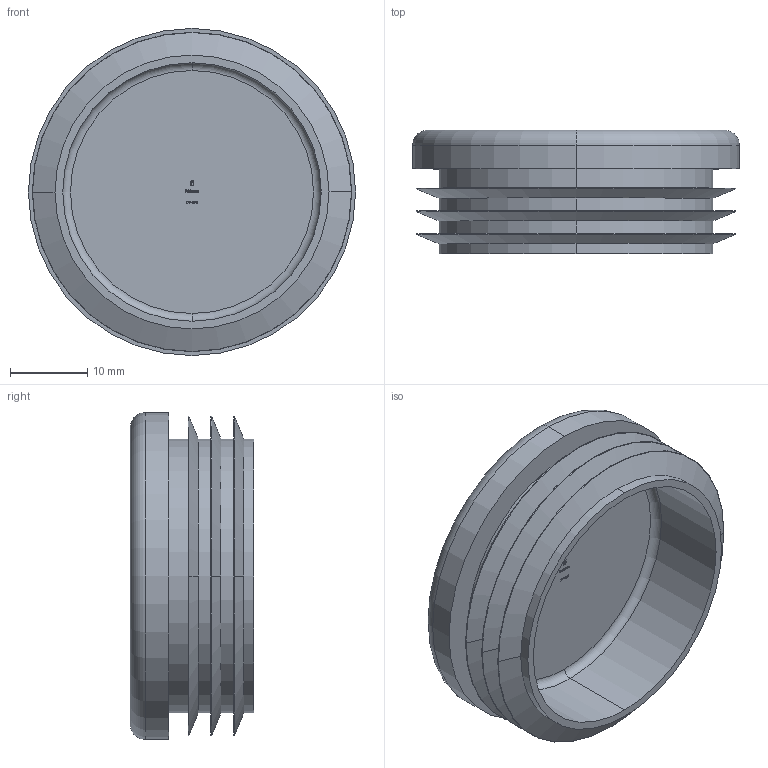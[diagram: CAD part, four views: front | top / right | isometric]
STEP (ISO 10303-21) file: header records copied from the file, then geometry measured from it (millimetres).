
FILE_DESCRIPTION (( 'STEP AP203' ), '1' );
FILE_NAME ('177-43-G.step', '2021-01-22T12:24:23', ( '' ), ( '' ), 'SwSTEP 2.0', 'SolidWorks 2018', '' );
FILE_SCHEMA (( 'CONFIG_CONTROL_DESIGN' ));
Length unit declared in the file: millimetre
Products named in the file (2): 177-43-G
Bounding box: 42.4 x 16 x 42.4 mm (x, y, z)
Volume: 8884.9 mm3; surface area: 7526.4 mm2
Topology: 1 solids, 1 shells, 267 faces, 707 edges, 468 vertices
Faces by surface type: plane 148, bspline 91, cylinder 12, torus 10, cone 6
Entity records: 12378 total; most frequent: CARTESIAN_POINT 6167, ORIENTED_EDGE 1414, DIRECTION 937, EDGE_CURVE 707, LINE 469, VECTOR 469, VERTEX_POINT 468, EDGE_LOOP 293
